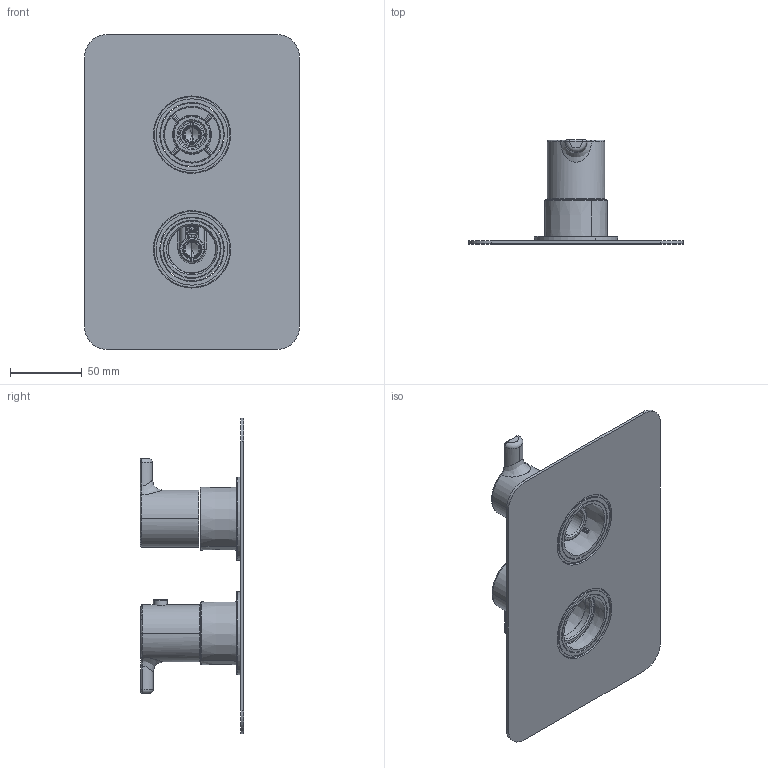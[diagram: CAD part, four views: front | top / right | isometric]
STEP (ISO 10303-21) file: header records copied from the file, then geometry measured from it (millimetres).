
FILE_DESCRIPTION(('CATIA V5 STEP Exchange','CAx-IF Rec.Pracs.--- Model Styling and Organization---1.5--- 2016-08-15','CAx-IF Rec.Pracs.---Supplemental Geometry---1.0---2011-11-01','CAx-IF Rec.Pracs.--- Composite Materials ---3.4---2017-06-13','CAx-IF Rec.Pracs.---Tessellated 3D Geometry---1.0---2015-12-17'),'2;1');
FILE_NAME('SF3BT030.stp','2026-02-10T15:53:35+00:00',('none'),('none'),'CATIA Version 5-6 Release 2020 SP3','CATIA V5 STEP AP242 v2','none');
FILE_SCHEMA(('AP242_MANAGED_MODEL_BASED_3D_ENGINEERING_MIM_LF {1 0 10303 442 1 1 4}'));
Length unit declared in the file: millimetre
Products named in the file (1): PR.0448.14_AllCATPart
Bounding box: 150 x 72.3 x 220 mm (x, y, z)
Volume: 137814 mm3; surface area: 114216.5 mm2
Topology: 6 solids, 6 shells, 637 faces, 1621 edges, 998 vertices
Faces by surface type: plane 227, cylinder 176, torus 82, bspline 68, cone 66, sphere 18
Entity records: 23652 total; most frequent: CARTESIAN_POINT 9100, ORIENTED_EDGE 3202, DIRECTION 2215, EDGE_CURVE 1601, AXIS2_PLACEMENT_3D 1066, VERTEX_POINT 998, EDGE_LOOP 671, ADVANCED_FACE 637
